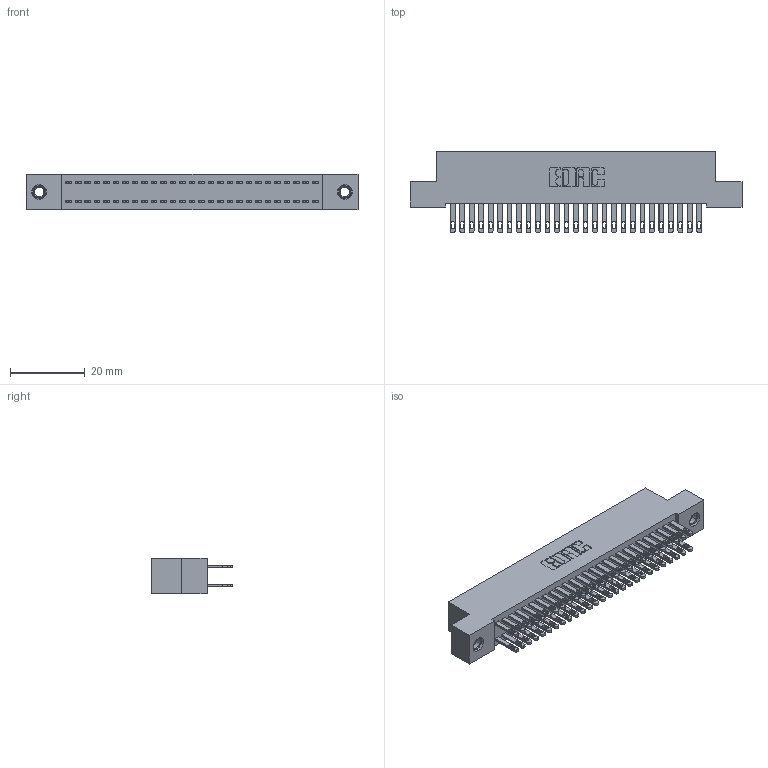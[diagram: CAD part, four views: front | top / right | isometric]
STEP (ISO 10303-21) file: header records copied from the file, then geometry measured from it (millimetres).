
FILE_DESCRIPTION (( 'STEP AP203' ), '1' );
FILE_NAME ('342-054-500-207.STEP', '2018-08-12T23:37:10', ( '' ), ( '' ), 'SwSTEP 2.0', 'SolidWorks 2016', '' );
FILE_SCHEMA (( 'CONFIG_CONTROL_DESIGN' ));
Length unit declared in the file: inch
Products named in the file (4): 345-292-001_345-293-100; 345-250-001_345-250-005-103; 342-054-500-207; 342 Part_TI
Assembly tree (57 placements, depth 2):
  342-054-500-207
    342 Part_TI
    345-292-001_345-293-100  x54
    345-250-001_345-250-005-103  x2
Bounding box: 88.9 x 21.85 x 9.4 mm (x, y, z)
Volume: 8069 mm3; surface area: 13307.5 mm2
Topology: 57 solids, 57 shells, 2762 faces, 8373 edges, 5574 vertices
Faces by surface type: plane 1718, cylinder 1028, cone 12, torus 4
Entity records: 20294 total; most frequent: CARTESIAN_POINT 3361, ORIENTED_EDGE 3290, DIRECTION 2931, EDGE_CURVE 1645, VECTOR 1493, LINE 1493, VERTEX_POINT 1092, AXIS2_PLACEMENT_3D 719
